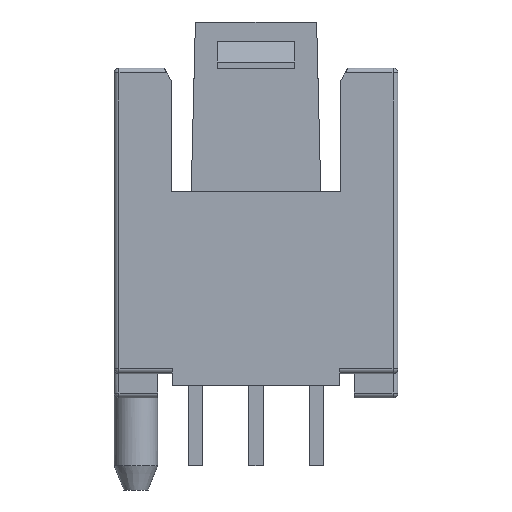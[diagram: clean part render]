
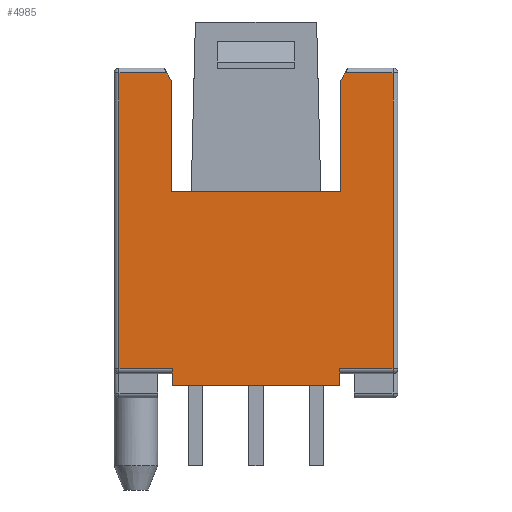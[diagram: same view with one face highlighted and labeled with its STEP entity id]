
A CAD part, front view. The second image highlights one B-rep face of the part: STEP entity #4985.
In plain terms, the highlighted planar face has unit normal (0, -1, 0).
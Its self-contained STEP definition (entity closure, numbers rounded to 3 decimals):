
#400=CARTESIAN_POINT('',(-3.673,-4.6,-0.2));
#411=DIRECTION('',(1.,0.,0.));
#412=VECTOR('',#411,1.977);
#413=CARTESIAN_POINT('',(3.673,-4.6,-0.2));
#414=LINE('',#413,#412);
#415=DIRECTION('',(0.,0.,-1.));
#416=VECTOR('',#415,12.2);
#417=CARTESIAN_POINT('',(5.65,-4.6,-0.2));
#418=LINE('',#417,#416);
#419=DIRECTION('',(1.,0.,0.));
#420=VECTOR('',#419,2.2);
#421=CARTESIAN_POINT('',(3.45,-4.6,-12.4));
#422=LINE('',#421,#420);
#423=DIRECTION('',(1.,0.,0.));
#424=VECTOR('',#423,2.2);
#425=CARTESIAN_POINT('',(-5.65,-4.6,-12.4));
#426=LINE('',#425,#424);
#427=DIRECTION('',(0.,0.,-1.));
#428=VECTOR('',#427,12.2);
#429=CARTESIAN_POINT('',(-5.65,-4.6,-0.2));
#430=LINE('',#429,#428);
#431=DIRECTION('',(1.,0.,0.));
#432=VECTOR('',#431,1.977);
#433=CARTESIAN_POINT('',(-5.65,-4.6,-0.2));
#434=LINE('',#433,#432);
#435=DIRECTION('',(-0.5,0.,0.866));
#436=VECTOR('',#435,0.346);
#437=CARTESIAN_POINT('',(-3.5,-4.6,-0.5));
#438=LINE('',#437,#436);
#439=DIRECTION('',(0.,0.,-1.));
#440=VECTOR('',#439,4.6);
#441=CARTESIAN_POINT('',(-3.5,-4.6,-0.5));
#442=LINE('',#441,#440);
#443=DIRECTION('',(1.,0.,0.));
#444=VECTOR('',#443,7.);
#445=CARTESIAN_POINT('',(-3.5,-4.6,-5.1));
#446=LINE('',#445,#444);
#447=DIRECTION('',(0.,0.,-1.));
#448=VECTOR('',#447,4.6);
#449=CARTESIAN_POINT('',(3.5,-4.6,-0.5));
#450=LINE('',#449,#448);
#451=DIRECTION('',(-0.5,0.,-0.866));
#452=VECTOR('',#451,0.346);
#453=CARTESIAN_POINT('',(3.673,-4.6,-0.2));
#454=LINE('',#453,#452);
#455=CARTESIAN_POINT('',(3.673,-4.6,-0.2));
#702=DIRECTION('',(1.,0.,0.));
#703=VECTOR('',#702,6.9);
#704=CARTESIAN_POINT('',(-3.45,-4.6,-13.1));
#705=LINE('',#704,#703);
#814=DIRECTION('',(0.,0.,1.));
#815=VECTOR('',#814,0.7);
#816=CARTESIAN_POINT('',(3.45,-4.6,-13.1));
#817=LINE('',#816,#815);
#3738=DIRECTION('',(0.,0.,-1.));
#3739=VECTOR('',#3738,0.7);
#3740=CARTESIAN_POINT('',(-3.45,-4.6,-12.4));
#3741=LINE('',#3740,#3739);
#3776=CARTESIAN_POINT('',(-3.45,-4.6,-13.1));
#3778=VERTEX_POINT('',#3776);
#3780=CARTESIAN_POINT('',(3.45,-4.6,-13.1));
#3782=VERTEX_POINT('',#3780);
#3860=CARTESIAN_POINT('',(-5.65,-4.6,-12.4));
#3861=CARTESIAN_POINT('',(-3.45,-4.6,-12.4));
#3862=VERTEX_POINT('',#3860);
#3863=VERTEX_POINT('',#3861);
#3944=CARTESIAN_POINT('',(3.45,-4.6,-12.4));
#3945=CARTESIAN_POINT('',(5.65,-4.6,-12.4));
#3946=VERTEX_POINT('',#3944);
#3947=VERTEX_POINT('',#3945);
#3980=CARTESIAN_POINT('',(-3.5,-4.6,-5.1));
#3981=CARTESIAN_POINT('',(3.5,-4.6,-5.1));
#3982=VERTEX_POINT('',#3980);
#3983=VERTEX_POINT('',#3981);
#4080=CARTESIAN_POINT('',(-3.5,-4.6,-0.5));
#4082=VERTEX_POINT('',#4080);
#4118=CARTESIAN_POINT('',(3.5,-4.6,-0.5));
#4119=VERTEX_POINT('',#4118);
#4132=CARTESIAN_POINT('',(5.65,-4.6,-0.2));
#4133=VERTEX_POINT('',#4132);
#4134=VERTEX_POINT('',#455);
#4137=VERTEX_POINT('',#400);
#4138=CARTESIAN_POINT('',(-5.65,-4.6,-0.2));
#4139=VERTEX_POINT('',#4138);
#4953=CARTESIAN_POINT('',(-5.85,-4.6,0.));
#4954=DIRECTION('',(0.,-1.,0.));
#4955=DIRECTION('',(1.,0.,0.));
#4956=AXIS2_PLACEMENT_3D('',#4953,#4954,#4955);
#4957=PLANE('',#4956);
#4959=ORIENTED_EDGE('',*,*,#4958,.T.);
#4961=ORIENTED_EDGE('',*,*,#4960,.T.);
#4963=ORIENTED_EDGE('',*,*,#4962,.F.);
#4965=ORIENTED_EDGE('',*,*,#4964,.F.);
#4967=ORIENTED_EDGE('',*,*,#4966,.F.);
#4969=ORIENTED_EDGE('',*,*,#4968,.F.);
#4971=ORIENTED_EDGE('',*,*,#4970,.F.);
#4973=ORIENTED_EDGE('',*,*,#4972,.F.);
#4974=ORIENTED_EDGE('',*,*,#4945,.T.);
#4975=ORIENTED_EDGE('',*,*,#4934,.F.);
#4977=ORIENTED_EDGE('',*,*,#4976,.T.);
#4978=ORIENTED_EDGE('',*,*,#4717,.T.);
#4980=ORIENTED_EDGE('',*,*,#4979,.F.);
#4982=ORIENTED_EDGE('',*,*,#4981,.F.);
#4983=EDGE_LOOP('',(#4959,#4961,#4963,#4965,#4967,#4969,#4971,#4973,#4974,#4975,
#4977,#4978,#4980,#4982));
#4984=FACE_OUTER_BOUND('',#4983,.F.);
#4985=ADVANCED_FACE('',(#4984),#4957,.T.);
#4717=EDGE_CURVE('',#3982,#3983,#446,.T.);
#4934=EDGE_CURVE('',#4082,#4137,#438,.T.);
#4945=EDGE_CURVE('',#4139,#4137,#434,.T.);
#4958=EDGE_CURVE('',#4134,#4133,#414,.T.);
#4960=EDGE_CURVE('',#4133,#3947,#418,.T.);
#4962=EDGE_CURVE('',#3946,#3947,#422,.T.);
#4964=EDGE_CURVE('',#3782,#3946,#817,.T.);
#4966=EDGE_CURVE('',#3778,#3782,#705,.T.);
#4968=EDGE_CURVE('',#3863,#3778,#3741,.T.);
#4970=EDGE_CURVE('',#3862,#3863,#426,.T.);
#4972=EDGE_CURVE('',#4139,#3862,#430,.T.);
#4976=EDGE_CURVE('',#4082,#3982,#442,.T.);
#4979=EDGE_CURVE('',#4119,#3983,#450,.T.);
#4981=EDGE_CURVE('',#4134,#4119,#454,.T.);
